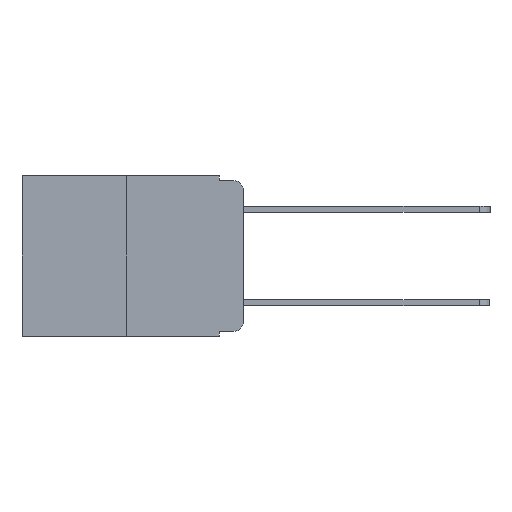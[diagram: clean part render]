
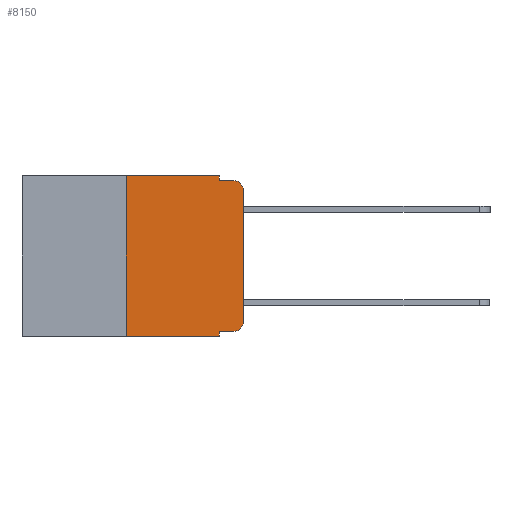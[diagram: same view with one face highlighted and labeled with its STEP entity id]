
A CAD part, left-side view. The second image highlights one B-rep face of the part: STEP entity #8150.
In plain terms, the highlighted planar face has unit normal (-1, 0, 0).
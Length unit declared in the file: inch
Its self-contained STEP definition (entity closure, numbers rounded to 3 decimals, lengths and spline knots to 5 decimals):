
#268 = FACE_OUTER_BOUND ( 'NONE', #1139, .T. ) ;
#349 = EDGE_CURVE ( 'NONE', #4491, #17693, #14442, .T. ) ;
#472 = PLANE ( 'NONE',  #15077 ) ;
#825 = LINE ( 'NONE', #13701, #8330 ) ;
#1139 = EDGE_LOOP ( 'NONE', ( #10135, #15516, #4688, #17208, #3047, #13399, #18483, #4509, #9745, #8185 ) ) ;
#1493 = DIRECTION ( 'NONE',  ( 0., 0., -1. ) ) ;
#1847 = LINE ( 'NONE', #9565, #5396 ) ;
#2038 = DIRECTION ( 'NONE',  ( 1., 0., 0. ) ) ;
#2053 = VERTEX_POINT ( 'NONE', #4777 ) ;
#2140 = LINE ( 'NONE', #10182, #13209 ) ;
#2211 = DIRECTION ( 'NONE',  ( 0., 0., 1. ) ) ;
#2280 = DIRECTION ( 'NONE',  ( 0., 0., -1. ) ) ;
#2647 = CARTESIAN_POINT ( 'NONE',  ( 0., 0.473, 0. ) ) ;
#2723 = VECTOR ( 'NONE', #12752, 39.37008 ) ;
#2869 = CARTESIAN_POINT ( 'NONE',  ( 0., 0.25, 0. ) ) ;
#3047 = ORIENTED_EDGE ( 'NONE', *, *, #7556, .F. ) ;
#3241 = CARTESIAN_POINT ( 'NONE',  ( 0., 0.02, -0.01 ) ) ;
#3748 = CARTESIAN_POINT ( 'NONE',  ( 0., 0.051, 0. ) ) ;
#3926 = VERTEX_POINT ( 'NONE', #12020 ) ;
#4491 = VERTEX_POINT ( 'NONE', #9791 ) ;
#4509 = ORIENTED_EDGE ( 'NONE', *, *, #10639, .F. ) ;
#4688 = ORIENTED_EDGE ( 'NONE', *, *, #17062, .F. ) ;
#4777 = CARTESIAN_POINT ( 'NONE',  ( 0., 0., -0.313 ) ) ;
#5211 = VECTOR ( 'NONE', #12899, 39.37008 ) ;
#5396 = VECTOR ( 'NONE', #2211, 39.37008 ) ;
#5469 = EDGE_CURVE ( 'NONE', #2053, #4491, #1847, .T. ) ;
#5854 = EDGE_CURVE ( 'NONE', #11080, #2053, #10134, .T. ) ;
#5855 = CARTESIAN_POINT ( 'NONE',  ( 0., 0.473, -0.343 ) ) ;
#6679 = VERTEX_POINT ( 'NONE', #13454 ) ;
#6793 = EDGE_CURVE ( 'NONE', #15345, #11080, #825, .T. ) ;
#7393 = LINE ( 'NONE', #3748, #17959 ) ;
#7556 = EDGE_CURVE ( 'NONE', #11418, #13502, #17341, .T. ) ;
#7664 = CARTESIAN_POINT ( 'NONE',  ( 0., 0.051, -0.01 ) ) ;
#8150 = ADVANCED_FACE ( 'NONE', ( #268 ), #472, .F. ) ;
#8185 = ORIENTED_EDGE ( 'NONE', *, *, #5854, .T. ) ;
#8203 = AXIS2_PLACEMENT_3D ( 'NONE', #18491, #10332, #1493 ) ;
#8330 = VECTOR ( 'NONE', #9524, 39.37008 ) ;
#8391 = CARTESIAN_POINT ( 'NONE',  ( 0., 0.25, 0. ) ) ;
#9267 = VECTOR ( 'NONE', #10535, 39.37008 ) ;
#9524 = DIRECTION ( 'NONE',  ( 0., -1., 0. ) ) ;
#9565 = CARTESIAN_POINT ( 'NONE',  ( 0., 0., 0. ) ) ;
#9745 = ORIENTED_EDGE ( 'NONE', *, *, #6793, .T. ) ;
#9791 = CARTESIAN_POINT ( 'NONE',  ( 0., 0., -0.03 ) ) ;
#10134 = CIRCLE ( 'NONE', #8203, 0.02 ) ;
#10135 = ORIENTED_EDGE ( 'NONE', *, *, #5469, .T. ) ;
#10182 = CARTESIAN_POINT ( 'NONE',  ( 0., 0.051, 0. ) ) ;
#10267 = LINE ( 'NONE', #2869, #17113 ) ;
#10332 = DIRECTION ( 'NONE',  ( -1., 0., 0. ) ) ;
#10535 = DIRECTION ( 'NONE',  ( 0., -1., 0. ) ) ;
#10639 = EDGE_CURVE ( 'NONE', #15345, #15187, #7393, .T. ) ;
#10786 = CARTESIAN_POINT ( 'NONE',  ( 0., 0.473, 0. ) ) ;
#11080 = VERTEX_POINT ( 'NONE', #17135 ) ;
#11418 = VERTEX_POINT ( 'NONE', #8391 ) ;
#11571 = EDGE_CURVE ( 'NONE', #6679, #11418, #10267, .T. ) ;
#11652 = AXIS2_PLACEMENT_3D ( 'NONE', #13524, #13505, #13230 ) ;
#12020 = CARTESIAN_POINT ( 'NONE',  ( 0., 0.051, -0.01 ) ) ;
#12182 = DIRECTION ( 'NONE',  ( 0., 0., -1. ) ) ;
#12428 = CARTESIAN_POINT ( 'NONE',  ( 0., 0.051, -0.333 ) ) ;
#12752 = DIRECTION ( 'NONE',  ( 0., -1., 0. ) ) ;
#12899 = DIRECTION ( 'NONE',  ( 0., -1., 0. ) ) ;
#12948 = LINE ( 'NONE', #7664, #9267 ) ;
#13209 = VECTOR ( 'NONE', #18342, 39.37008 ) ;
#13230 = DIRECTION ( 'NONE',  ( 0., 0., -1. ) ) ;
#13399 = ORIENTED_EDGE ( 'NONE', *, *, #11571, .F. ) ;
#13454 = CARTESIAN_POINT ( 'NONE',  ( 0., 0.25, -0.343 ) ) ;
#13502 = VERTEX_POINT ( 'NONE', #15990 ) ;
#13505 = DIRECTION ( 'NONE',  ( -1., 0., 0. ) ) ;
#13524 = CARTESIAN_POINT ( 'NONE',  ( 0., 0.02, -0.03 ) ) ;
#13663 = LINE ( 'NONE', #5855, #5211 ) ;
#13701 = CARTESIAN_POINT ( 'NONE',  ( 0., 0.051, -0.333 ) ) ;
#14357 = EDGE_CURVE ( 'NONE', #13502, #3926, #2140, .T. ) ;
#14442 = CIRCLE ( 'NONE', #11652, 0.02 ) ;
#14741 = CARTESIAN_POINT ( 'NONE',  ( 0., 0.051, -0.343 ) ) ;
#15077 = AXIS2_PLACEMENT_3D ( 'NONE', #10786, #2038, #12182 ) ;
#15187 = VERTEX_POINT ( 'NONE', #14741 ) ;
#15345 = VERTEX_POINT ( 'NONE', #12428 ) ;
#15516 = ORIENTED_EDGE ( 'NONE', *, *, #349, .T. ) ;
#15990 = CARTESIAN_POINT ( 'NONE',  ( 0., 0.051, 0. ) ) ;
#16053 = EDGE_CURVE ( 'NONE', #6679, #15187, #13663, .T. ) ;
#16994 = DIRECTION ( 'NONE',  ( 0., 0., 1. ) ) ;
#17062 = EDGE_CURVE ( 'NONE', #3926, #17693, #12948, .T. ) ;
#17113 = VECTOR ( 'NONE', #16994, 39.37008 ) ;
#17135 = CARTESIAN_POINT ( 'NONE',  ( 0., 0.02, -0.333 ) ) ;
#17208 = ORIENTED_EDGE ( 'NONE', *, *, #14357, .F. ) ;
#17341 = LINE ( 'NONE', #2647, #2723 ) ;
#17693 = VERTEX_POINT ( 'NONE', #3241 ) ;
#17959 = VECTOR ( 'NONE', #2280, 39.37008 ) ;
#18342 = DIRECTION ( 'NONE',  ( 0., 0., -1. ) ) ;
#18483 = ORIENTED_EDGE ( 'NONE', *, *, #16053, .T. ) ;
#18491 = CARTESIAN_POINT ( 'NONE',  ( 0., 0.02, -0.313 ) ) ;
